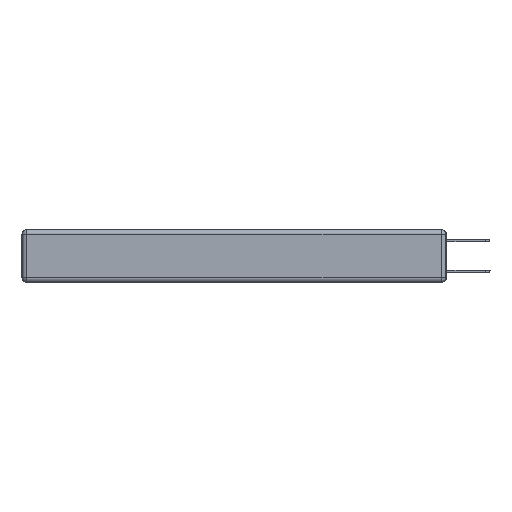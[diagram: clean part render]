
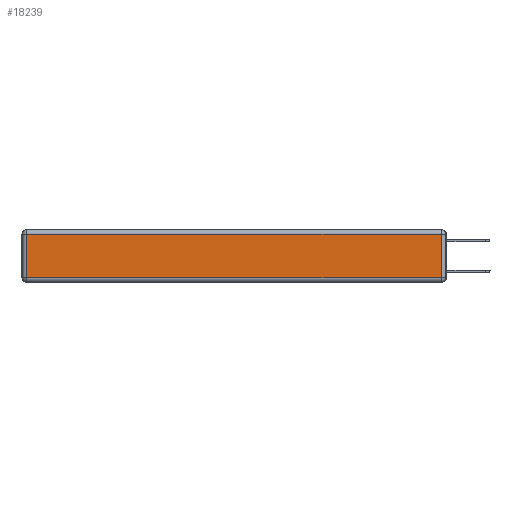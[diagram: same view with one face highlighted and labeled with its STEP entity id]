
A CAD part, left-side view. The second image highlights one B-rep face of the part: STEP entity #18239.
In plain terms, the highlighted planar face has unit normal (-1, 0, 0).
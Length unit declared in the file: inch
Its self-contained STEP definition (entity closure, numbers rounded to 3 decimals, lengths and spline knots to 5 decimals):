
#374 = VECTOR ( 'NONE', #1927, 39.37008 ) ;
#783 = PLANE ( 'NONE',  #17649 ) ;
#1328 = VECTOR ( 'NONE', #12000, 39.37008 ) ;
#1454 = EDGE_LOOP ( 'NONE', ( #2507, #20780, #9904, #4455 ) ) ;
#1703 = LINE ( 'NONE', #18574, #21501 ) ;
#1927 = DIRECTION ( 'NONE',  ( 0., -1., 0. ) ) ;
#2385 = DIRECTION ( 'NONE',  ( -1., 0., 0. ) ) ;
#2507 = ORIENTED_EDGE ( 'NONE', *, *, #5956, .T. ) ;
#3799 = LINE ( 'NONE', #22404, #1328 ) ;
#4455 = ORIENTED_EDGE ( 'NONE', *, *, #18098, .T. ) ;
#4552 = VERTEX_POINT ( 'NONE', #4748 ) ;
#4748 = CARTESIAN_POINT ( 'NONE',  ( 0., 0.03, -0.03 ) ) ;
#5006 = LINE ( 'NONE', #14041, #374 ) ;
#5043 = CARTESIAN_POINT ( 'NONE',  ( 0., 2.72, -0.03 ) ) ;
#5956 = EDGE_CURVE ( 'NONE', #7039, #9986, #5006, .T. ) ;
#7039 = VERTEX_POINT ( 'NONE', #21738 ) ;
#7315 = EDGE_CURVE ( 'NONE', #9986, #4552, #21469, .T. ) ;
#9540 = CARTESIAN_POINT ( 'NONE',  ( 0., 0., -0.343 ) ) ;
#9797 = FACE_OUTER_BOUND ( 'NONE', #1454, .T. ) ;
#9904 = ORIENTED_EDGE ( 'NONE', *, *, #13833, .T. ) ;
#9986 = VERTEX_POINT ( 'NONE', #13453 ) ;
#12000 = DIRECTION ( 'NONE',  ( 0., 1., 0. ) ) ;
#12243 = VECTOR ( 'NONE', #17001, 39.37008 ) ;
#13453 = CARTESIAN_POINT ( 'NONE',  ( 0., 0.03, -0.313 ) ) ;
#13804 = VERTEX_POINT ( 'NONE', #5043 ) ;
#13833 = EDGE_CURVE ( 'NONE', #4552, #13804, #3799, .T. ) ;
#14041 = CARTESIAN_POINT ( 'NONE',  ( 0., 0., -0.313 ) ) ;
#15219 = DIRECTION ( 'NONE',  ( 0., 0., -1. ) ) ;
#15328 = CARTESIAN_POINT ( 'NONE',  ( 0., 0.03, -0.343 ) ) ;
#16396 = DIRECTION ( 'NONE',  ( 0., 0., 1. ) ) ;
#17001 = DIRECTION ( 'NONE',  ( 0., 0., 1. ) ) ;
#17649 = AXIS2_PLACEMENT_3D ( 'NONE', #9540, #2385, #16396 ) ;
#18098 = EDGE_CURVE ( 'NONE', #13804, #7039, #1703, .T. ) ;
#18239 = ADVANCED_FACE ( 'NONE', ( #9797 ), #783, .T. ) ;
#18574 = CARTESIAN_POINT ( 'NONE',  ( 0., 2.72, -0.343 ) ) ;
#20780 = ORIENTED_EDGE ( 'NONE', *, *, #7315, .T. ) ;
#21469 = LINE ( 'NONE', #15328, #12243 ) ;
#21501 = VECTOR ( 'NONE', #15219, 39.37008 ) ;
#21738 = CARTESIAN_POINT ( 'NONE',  ( 0., 2.72, -0.313 ) ) ;
#22404 = CARTESIAN_POINT ( 'NONE',  ( 0., 2.75, -0.03 ) ) ;
